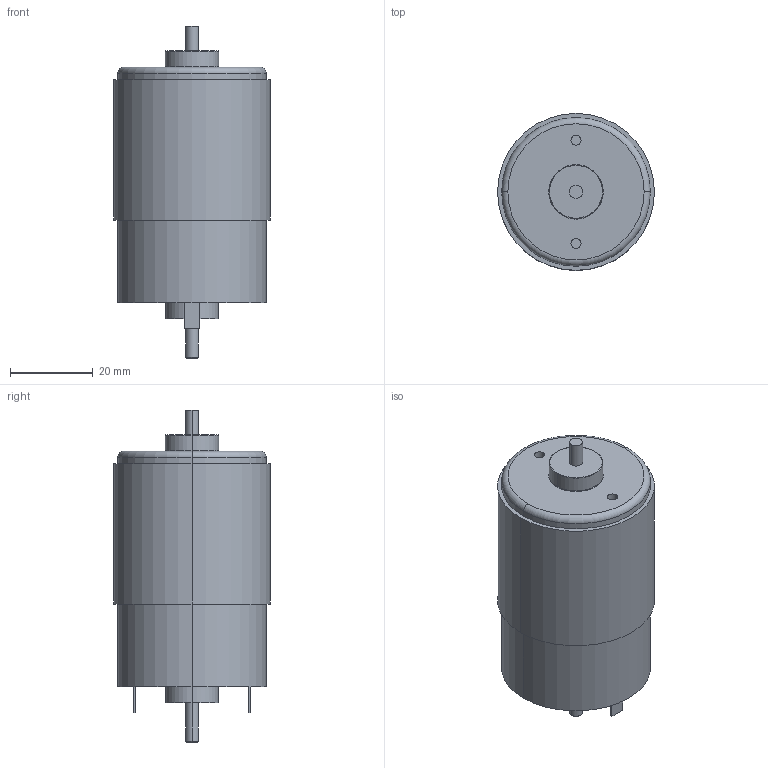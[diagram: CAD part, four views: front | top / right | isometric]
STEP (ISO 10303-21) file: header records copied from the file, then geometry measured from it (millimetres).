
FILE_DESCRIPTION (( 'STEP AP214' ), '1' );
FILE_NAME ('am-3104_ne NeveRest Motor No Encoder.STEP', '2017-10-17T15:54:33', ( '' ), ( '' ), 'SwSTEP 2.0', 'SolidWorks 2017', '' );
FILE_SCHEMA (( 'AUTOMOTIVE_DESIGN' ));
Length unit declared in the file: millimetre
Products named in the file (1): am-3104_ne NeveRest Motor No Encoder
Bounding box: 38 x 38 x 80.42 mm (x, y, z)
Volume: 63043.2 mm3; surface area: 9489 mm2
Topology: 1 solids, 1 shells, 46 faces, 94 edges, 60 vertices
Faces by surface type: plane 20, cylinder 18, torus 6, cone 2
Entity records: 1588 total; most frequent: DIRECTION 238, CARTESIAN_POINT 201, ORIENTED_EDGE 188, AXIS2_PLACEMENT_3D 97, EDGE_CURVE 94, VERTEX_POINT 60, EDGE_LOOP 56, CIRCLE 50
